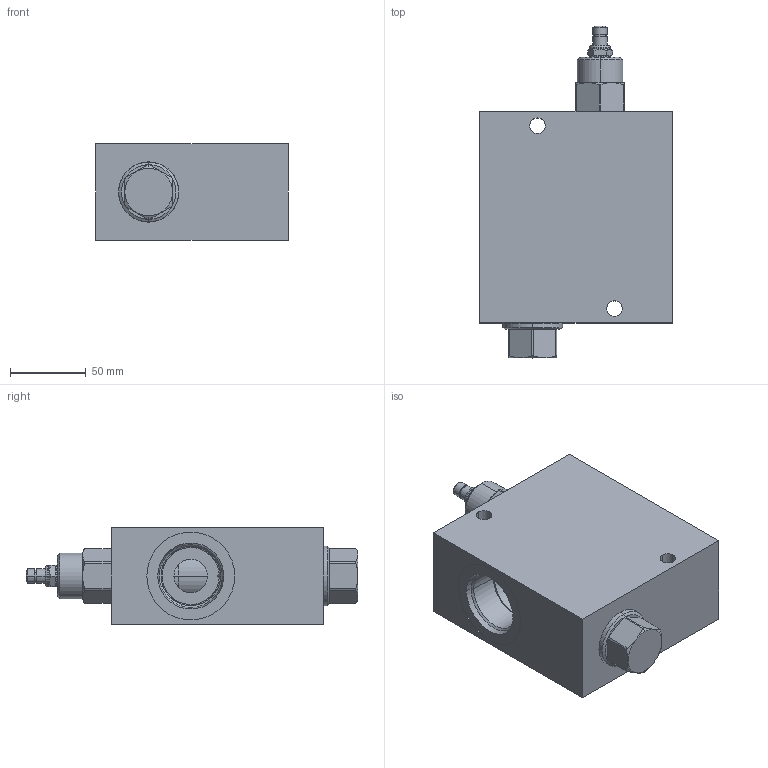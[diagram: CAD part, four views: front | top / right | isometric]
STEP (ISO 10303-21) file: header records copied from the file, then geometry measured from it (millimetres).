
FILE_DESCRIPTION((''),'2;1');
FILE_NAME('MANIFOLD_STP1_ASM','2015-04-15T',('Administrator'),(''),'PRO/ENGINEER BY PARAMETRIC TECHNOLOGY CORPORATION, 2006240','PRO/ENGINEER BY PARAMETRIC TECHNOLOGY CORPORATION, 2006240','');
FILE_SCHEMA(('CONFIG_CONTROL_DESIGN'));
Length unit declared in the file: inch
Products named in the file (3): 150755006B_PRT; ASMNAME_CART_PRT; MANIFOLD_STP1_ASM
Assembly tree (2 placements, depth 2):
  MANIFOLD_STP1_ASM
    150755006B_PRT
    ASMNAME_CART_PRT
Bounding box: 127 x 219.1 x 63.5 mm (x, y, z)
Surface area: 160207.9 mm2 (no closed solid volume)
Topology: 0 solids, 15 shells, 483 faces, 1118 edges, 675 vertices
Faces by surface type: cylinder 213, cone 111, plane 93, torus 66
Entity records: 14643 total; most frequent: CARTESIAN_POINT 3367, DIRECTION 2567, ORIENTED_EDGE 2188, EDGE_CURVE 1106, AXIS2_PLACEMENT_3D 1096, VERTEX_POINT 675, CIRCLE 608, EDGE_LOOP 549
